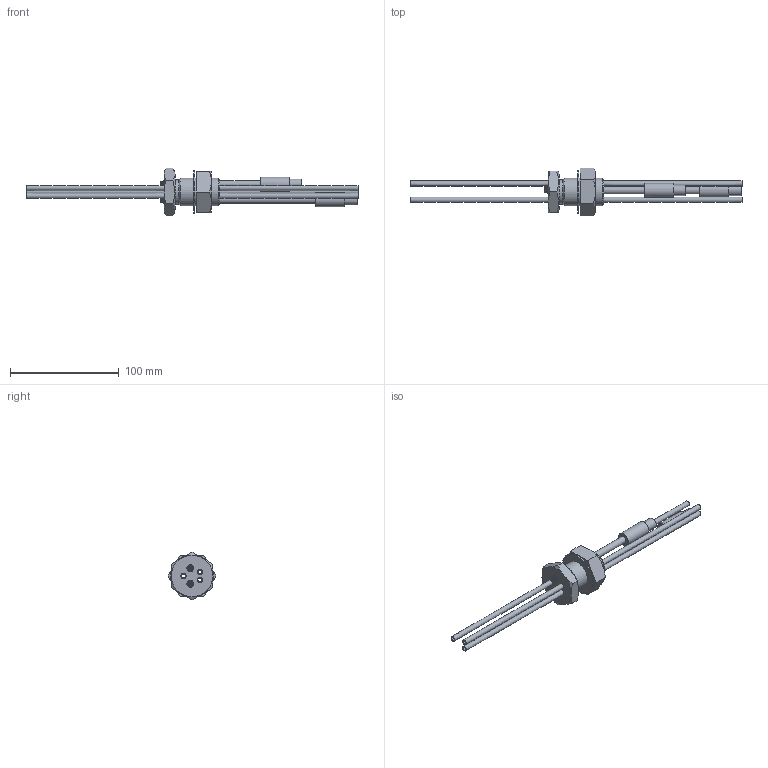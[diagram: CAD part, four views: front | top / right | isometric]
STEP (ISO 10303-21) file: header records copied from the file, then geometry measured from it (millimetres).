
FILE_DESCRIPTION(/* description */ ('Bolt Feedthrough, 2 Elec., 2 Tubes, 1 Air (750-707-G1)'),/* implementation_level */ '2;1');
FILE_NAME(/* name */ '750-707-G1 - Bolt Feedthrough, 2 Elec., 2 Tubes, 1 Air (Outline Model rev. A).stp',/* time_stamp */ '2020-01-03T14:48:45-05:00',/* author */ ('Joel Plasencia'),/* organization */ ('INFICON'),/* preprocessor_version */ 'ST-DEVELOPER v16',/* originating_system */ 'SIEMENS PLM Software NX 10.0',/* authorisation */ 'Copyright© 2020 INFICON - ALL RIGHTS RESERVED');
FILE_SCHEMA (('AUTOMOTIVE_DESIGN { 1 0 10303 214 3 1 1 1 }'));
Length unit declared in the file: inch
Products named in the file (1): 750-707-G1_A
Bounding box: 304.8 x 43.99 x 43.99 mm (x, y, z)
Volume: 59716.9 mm3; surface area: 42970.4 mm2
Topology: 4 solids, 4 shells, 210 faces, 450 edges, 275 vertices
Faces by surface type: cylinder 70, plane 63, cone 57, extrusion 9, torus 8, bspline 3
Full cylindrical faces by diameter (mm): 5.08 x2, 6.35 x2, 8.128 x2, 9.525 x2, 12.7 x2, 22.219 x1, 25.197 x1, 25.781 x1, 39.624 x1
Entity records: 8540 total; most frequent: CARTESIAN_POINT 4186, DIRECTION 897, ORIENTED_EDGE 834, EDGE_CURVE 417, AXIS2_PLACEMENT_3D 383, EDGE_LOOP 277, VERTEX_POINT 270, ADVANCED_FACE 210
